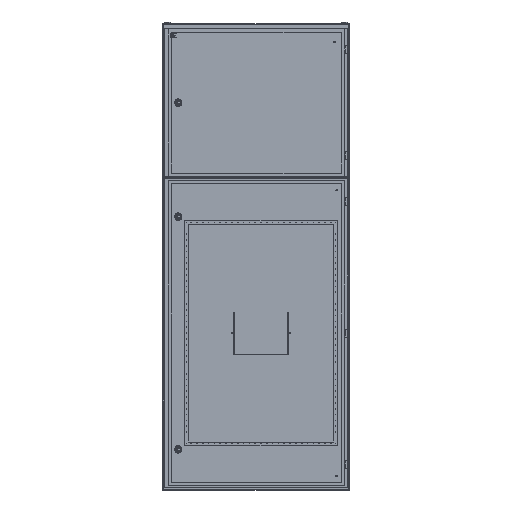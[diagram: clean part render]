
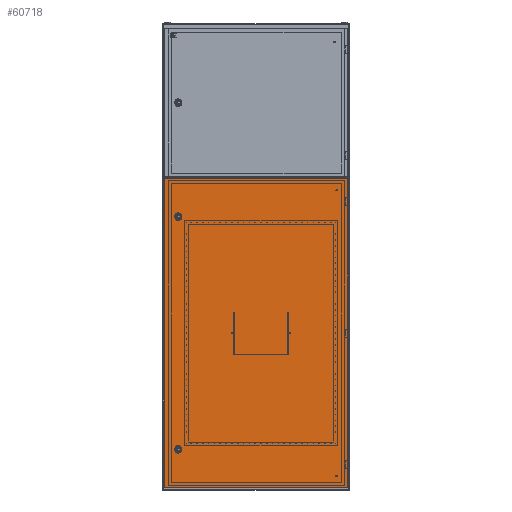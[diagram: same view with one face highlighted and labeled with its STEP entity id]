
A CAD part, top view. The second image highlights one B-rep face of the part: STEP entity #60718.
In plain terms, the highlighted planar face has unit normal (0, 0, 1).
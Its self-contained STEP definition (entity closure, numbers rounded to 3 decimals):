
#373 = VECTOR ( 'NONE', #4749, 1000. ) ;
#2048 = CARTESIAN_POINT ( 'NONE',  ( 0., -663.5, 0. ) ) ;
#2737 = ORIENTED_EDGE ( 'NONE', *, *, #102213, .F. ) ;
#2887 = VERTEX_POINT ( 'NONE', #3120 ) ;
#3120 = CARTESIAN_POINT ( 'NONE',  ( 790.5, -663.5, 0. ) ) ;
#3399 = EDGE_CURVE ( 'NONE', #104835, #96613, #61582, .T. ) ;
#4046 = EDGE_CURVE ( 'NONE', #34542, #44078, #42932, .T. ) ;
#4318 = CARTESIAN_POINT ( 'NONE',  ( 60., -500., 0. ) ) ;
#4345 = CARTESIAN_POINT ( 'NONE',  ( 60., 500., 0. ) ) ;
#4521 = FACE_BOUND ( 'NONE', #67675, .T. ) ;
#4749 = DIRECTION ( 'NONE',  ( 0., -1., 0. ) ) ;
#7498 = CIRCLE ( 'NONE', #46244, 1.5 ) ;
#8954 = LINE ( 'NONE', #76675, #54964 ) ;
#11178 = CIRCLE ( 'NONE', #92415, 1.5 ) ;
#14754 = DIRECTION ( 'NONE',  ( 0., 0., 1. ) ) ;
#15609 = AXIS2_PLACEMENT_3D ( 'NONE', #4345, #40676, #49748 ) ;
#17425 = ORIENTED_EDGE ( 'NONE', *, *, #75618, .F. ) ;
#24437 = FACE_BOUND ( 'NONE', #81228, .T. ) ;
#26303 = DIRECTION ( 'NONE',  ( 0., 0., 1. ) ) ;
#26446 = EDGE_CURVE ( 'NONE', #66267, #104835, #41624, .T. ) ;
#27508 = EDGE_CURVE ( 'NONE', #2887, #66267, #96421, .T. ) ;
#31937 = CARTESIAN_POINT ( 'NONE',  ( 0., 663.5, 0. ) ) ;
#34542 = VERTEX_POINT ( 'NONE', #45679 ) ;
#35977 = ORIENTED_EDGE ( 'NONE', *, *, #26446, .T. ) ;
#37407 = DIRECTION ( 'NONE',  ( 1., 0., 0. ) ) ;
#39730 = VECTOR ( 'NONE', #80057, 1000. ) ;
#40676 = DIRECTION ( 'NONE',  ( 0., 0., 1. ) ) ;
#41045 = AXIS2_PLACEMENT_3D ( 'NONE', #4318, #94073, #84401 ) ;
#41443 = VECTOR ( 'NONE', #50109, 1000. ) ;
#41624 = LINE ( 'NONE', #31937, #41443 ) ;
#42394 = EDGE_CURVE ( 'NONE', #63448, #79431, #7498, .T. ) ;
#42932 = CIRCLE ( 'NONE', #41045, 1.5 ) ;
#44078 = VERTEX_POINT ( 'NONE', #109982 ) ;
#45522 = ORIENTED_EDGE ( 'NONE', *, *, #3399, .T. ) ;
#45661 = CARTESIAN_POINT ( 'NONE',  ( 61.5, 500., 0. ) ) ;
#45679 = CARTESIAN_POINT ( 'NONE',  ( 61.5, -500., 0. ) ) ;
#46244 = AXIS2_PLACEMENT_3D ( 'NONE', #53563, #26303, #63205 ) ;
#49748 = DIRECTION ( 'NONE',  ( 1., 0., 0. ) ) ;
#50109 = DIRECTION ( 'NONE',  ( -1., 0., 0. ) ) ;
#52070 = ORIENTED_EDGE ( 'NONE', *, *, #4046, .F. ) ;
#53563 = CARTESIAN_POINT ( 'NONE',  ( 60., 500., 0. ) ) ;
#54964 = VECTOR ( 'NONE', #37407, 1000. ) ;
#58991 = FACE_OUTER_BOUND ( 'NONE', #72052, .T. ) ;
#60718 = ADVANCED_FACE ( 'NONE', ( #4521, #24437, #58991 ), #61352, .T. ) ;
#61352 = PLANE ( 'NONE',  #98515 ) ;
#61582 = LINE ( 'NONE', #116679, #373 ) ;
#63205 = DIRECTION ( 'NONE',  ( 1., 0., 0. ) ) ;
#63448 = VERTEX_POINT ( 'NONE', #105802 ) ;
#63645 = ORIENTED_EDGE ( 'NONE', *, *, #42394, .F. ) ;
#66267 = VERTEX_POINT ( 'NONE', #71736 ) ;
#67184 = EDGE_CURVE ( 'NONE', #96613, #2887, #8954, .T. ) ;
#67675 = EDGE_LOOP ( 'NONE', ( #52070, #17425 ) ) ;
#69238 = CARTESIAN_POINT ( 'NONE',  ( 0., 0., 0. ) ) ;
#71448 = ORIENTED_EDGE ( 'NONE', *, *, #27508, .T. ) ;
#71736 = CARTESIAN_POINT ( 'NONE',  ( 790.5, 663.5, 0. ) ) ;
#72052 = EDGE_LOOP ( 'NONE', ( #45522, #81485, #71448, #35977 ) ) ;
#75616 = CIRCLE ( 'NONE', #15609, 1.5 ) ;
#75618 = EDGE_CURVE ( 'NONE', #44078, #34542, #11178, .T. ) ;
#76675 = CARTESIAN_POINT ( 'NONE',  ( 0., -663.5, 0. ) ) ;
#76871 = CARTESIAN_POINT ( 'NONE',  ( 60., -500., 0. ) ) ;
#79431 = VERTEX_POINT ( 'NONE', #45661 ) ;
#80057 = DIRECTION ( 'NONE',  ( 0., 1., 0. ) ) ;
#81228 = EDGE_LOOP ( 'NONE', ( #2737, #63645 ) ) ;
#81485 = ORIENTED_EDGE ( 'NONE', *, *, #67184, .T. ) ;
#84401 = DIRECTION ( 'NONE',  ( -1., 0., 0. ) ) ;
#88526 = CARTESIAN_POINT ( 'NONE',  ( 790.5, 663.5, 0. ) ) ;
#92415 = AXIS2_PLACEMENT_3D ( 'NONE', #76871, #113768, #103526 ) ;
#94073 = DIRECTION ( 'NONE',  ( 0., 0., 1. ) ) ;
#96421 = LINE ( 'NONE', #88526, #39730 ) ;
#96613 = VERTEX_POINT ( 'NONE', #2048 ) ;
#98515 = AXIS2_PLACEMENT_3D ( 'NONE', #69238, #14754, #115848 ) ;
#102213 = EDGE_CURVE ( 'NONE', #79431, #63448, #75616, .T. ) ;
#103526 = DIRECTION ( 'NONE',  ( -1., 0., 0. ) ) ;
#104835 = VERTEX_POINT ( 'NONE', #119446 ) ;
#105802 = CARTESIAN_POINT ( 'NONE',  ( 58.5, 500., 0. ) ) ;
#109982 = CARTESIAN_POINT ( 'NONE',  ( 58.5, -500., 0. ) ) ;
#113768 = DIRECTION ( 'NONE',  ( 0., 0., 1. ) ) ;
#115848 = DIRECTION ( 'NONE',  ( 1., 0., 0. ) ) ;
#116679 = CARTESIAN_POINT ( 'NONE',  ( 0., 663.5, 0. ) ) ;
#119446 = CARTESIAN_POINT ( 'NONE',  ( 0., 663.5, 0. ) ) ;
